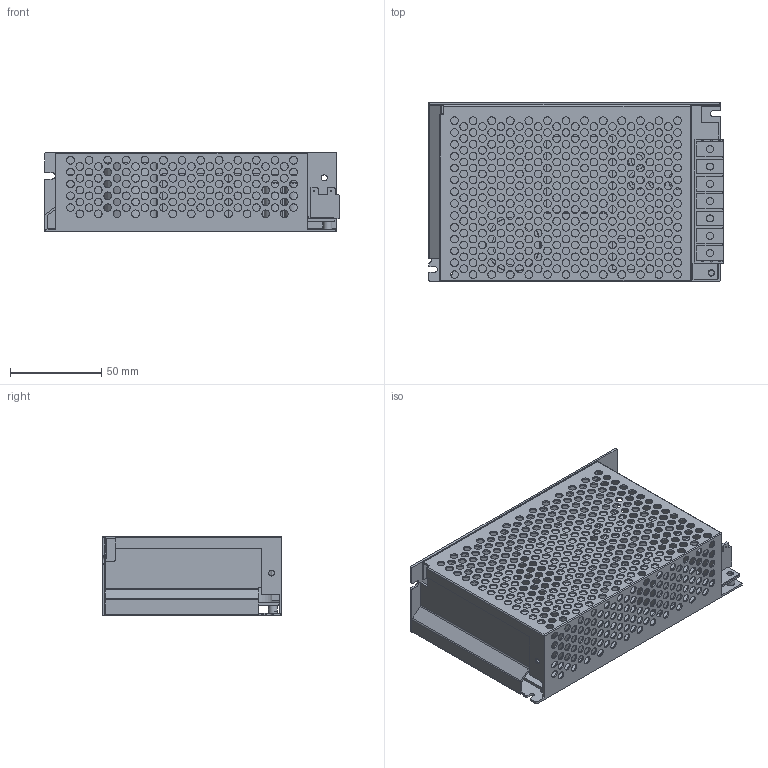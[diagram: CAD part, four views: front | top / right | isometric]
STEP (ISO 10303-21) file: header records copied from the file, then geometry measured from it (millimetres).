
FILE_DESCRIPTION(/* description */ ('STEP AP242 Edition 2','CAx-IF Rec.Pracs.---Representation and Presentation of Product Manufacturing Information (PMI)---4.0---2014-10-13','CAx-IF Rec.Pracs.---3D Tessellated Geometry---0.4---2014-09-14','2;1','CAx-IF Rec.Pracs.---User Defined Attributes---1.5---2016-08-15'),/* implementation_level */ '2;1');
FILE_NAME(/* name */ 'Top Assembly - Part 9',/* time_stamp */ '2025-12-30T10:53:20Z',/* author */ (''),/* organization */ (''),/* preprocessor_version */ 'ST-DEVELOPER v20',/* originating_system */ 'ONSHAPE BY PTC INC, 1.208',/* authorisation */ ' ');
FILE_SCHEMA (('AP242_MANAGED_MODEL_BASED_3D_ENGINEERING_MIM_LF { 1 0 10303 442 3 1 4 }'));
Length unit declared in the file: metre
Products named in the file (1): Part 9
Bounding box: 161.6 x 98 x 43.25 mm (x, y, z)
Volume: 152344.9 mm3; surface area: 135966.7 mm2
Topology: 1 solids, 1 shells, 688 faces, 2331 edges, 1664 vertices
Faces by surface type: cylinder 542, plane 141, torus 5
Full cylindrical faces by diameter (mm): 0.5 x4, 3 x1, 3.25 x3, 3.5 x2, 3.85 x7, 4.2 x125, 4.25 x338, 4.85 x2, 6.5 x4, 10 x4, 22.5 x1, 30 x1
Entity records: 22605 total; most frequent: DIRECTION 3955, CARTESIAN_POINT 3497, ORIENTED_EDGE 2974, EDGE_LOOP 2155, FACE_BOUND 2155, AXIS2_PLACEMENT_3D 1780, EDGE_CURVE 1487, VERTEX_POINT 1318
